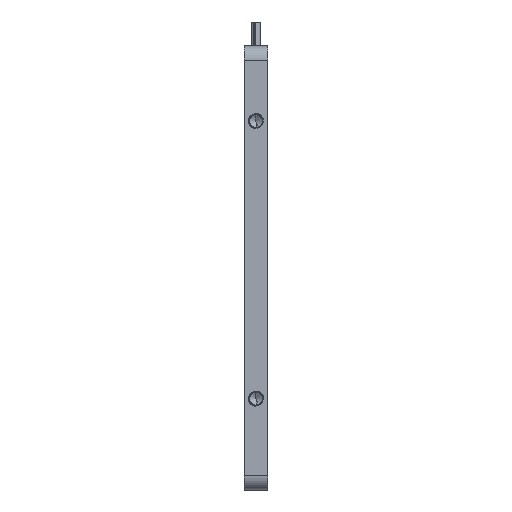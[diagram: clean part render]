
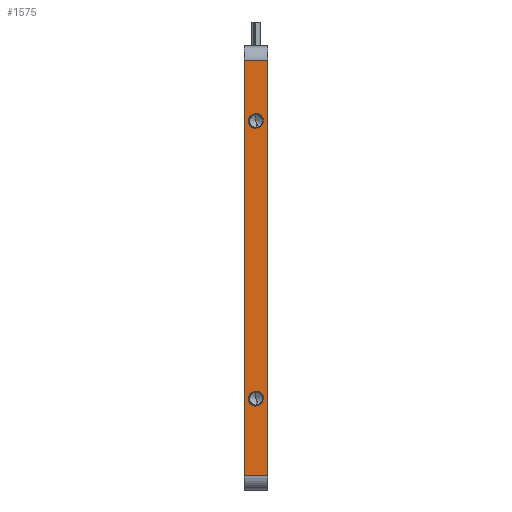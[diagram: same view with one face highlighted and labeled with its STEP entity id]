
A CAD part, left-side view. The second image highlights one B-rep face of the part: STEP entity #1575.
In plain terms, the highlighted planar face has unit normal (-1, 0, 0).
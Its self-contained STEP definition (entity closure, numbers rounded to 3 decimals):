
#676 = CARTESIAN_POINT ( 'NONE',  ( -154.85, 5., -51.545 ) ) ;
#880 = AXIS2_PLACEMENT_3D ( 'NONE', #24505, #5352, #27220 ) ;
#1027 = VERTEX_POINT ( 'NONE', #7743 ) ;
#1216 = AXIS2_PLACEMENT_3D ( 'NONE', #23754, #31689, #25938 ) ;
#1479 = EDGE_LOOP ( 'NONE', ( #15332, #4484 ) ) ;
#1575 = ADVANCED_FACE ( 'NONE', ( #25118, #2540, #32863 ), #11388, .F. ) ;
#1688 = CARTESIAN_POINT ( 'NONE',  ( -154.85, 10., -86.65 ) ) ;
#2399 = EDGE_CURVE ( 'NONE', #13330, #35430, #4204, .T. ) ;
#2498 = LINE ( 'NONE', #7933, #15894 ) ;
#2540 = FACE_BOUND ( 'NONE', #15137, .T. ) ;
#2561 = DIRECTION ( 'NONE',  ( 1., 0., 0. ) ) ;
#3305 = EDGE_CURVE ( 'NONE', #10960, #24493, #22557, .T. ) ;
#4204 = LINE ( 'NONE', #1688, #5762 ) ;
#4484 = ORIENTED_EDGE ( 'NONE', *, *, #28209, .T. ) ;
#5106 = DIRECTION ( 'NONE',  ( 0., 0., -1. ) ) ;
#5180 = AXIS2_PLACEMENT_3D ( 'NONE', #30517, #24929, #5252 ) ;
#5252 = DIRECTION ( 'NONE',  ( 0., 0., -1. ) ) ;
#5352 = DIRECTION ( 'NONE',  ( 1., 0., 0. ) ) ;
#5762 = VECTOR ( 'NONE', #6545, 1000. ) ;
#6255 = CARTESIAN_POINT ( 'NONE',  ( -154.85, 10., 86.65 ) ) ;
#6545 = DIRECTION ( 'NONE',  ( 0., -1., 0. ) ) ;
#6750 = AXIS2_PLACEMENT_3D ( 'NONE', #24720, #19286, #16754 ) ;
#7743 = CARTESIAN_POINT ( 'NONE',  ( -154.85, 5., 64.255 ) ) ;
#7933 = CARTESIAN_POINT ( 'NONE',  ( -154.85, 10., 86.65 ) ) ;
#8194 = CARTESIAN_POINT ( 'NONE',  ( -154.85, 0., -92.65 ) ) ;
#8377 = LINE ( 'NONE', #8194, #12002 ) ;
#8976 = EDGE_LOOP ( 'NONE', ( #9326, #15289, #16918, #10282 ) ) ;
#9326 = ORIENTED_EDGE ( 'NONE', *, *, #24014, .F. ) ;
#10282 = ORIENTED_EDGE ( 'NONE', *, *, #12305, .T. ) ;
#10709 = DIRECTION ( 'NONE',  ( 0., 0., 1. ) ) ;
#10960 = VERTEX_POINT ( 'NONE', #676 ) ;
#11161 = DIRECTION ( 'NONE',  ( 0., 1., 0. ) ) ;
#11269 = CIRCLE ( 'NONE', #880, 3.005 ) ;
#11388 = PLANE ( 'NONE',  #5180 ) ;
#11502 = CARTESIAN_POINT ( 'NONE',  ( -154.85, 0., -86.65 ) ) ;
#12002 = VECTOR ( 'NONE', #19391, 1000. ) ;
#12305 = EDGE_CURVE ( 'NONE', #14032, #27415, #2498, .T. ) ;
#12554 = AXIS2_PLACEMENT_3D ( 'NONE', #16815, #2561, #5106 ) ;
#13103 = CIRCLE ( 'NONE', #6750, 3.005 ) ;
#13330 = VERTEX_POINT ( 'NONE', #33415 ) ;
#13423 = LINE ( 'NONE', #21004, #18736 ) ;
#14032 = VERTEX_POINT ( 'NONE', #18612 ) ;
#15014 = VERTEX_POINT ( 'NONE', #34229 ) ;
#15137 = EDGE_LOOP ( 'NONE', ( #15699, #19320 ) ) ;
#15289 = ORIENTED_EDGE ( 'NONE', *, *, #2399, .T. ) ;
#15332 = ORIENTED_EDGE ( 'NONE', *, *, #35420, .T. ) ;
#15699 = ORIENTED_EDGE ( 'NONE', *, *, #3305, .T. ) ;
#15894 = VECTOR ( 'NONE', #11161, 1000. ) ;
#16754 = DIRECTION ( 'NONE',  ( 0., 0., -1. ) ) ;
#16815 = CARTESIAN_POINT ( 'NONE',  ( -154.85, 5., 61.25 ) ) ;
#16918 = ORIENTED_EDGE ( 'NONE', *, *, #27639, .T. ) ;
#18612 = CARTESIAN_POINT ( 'NONE',  ( -154.85, 0., 86.65 ) ) ;
#18736 = VECTOR ( 'NONE', #10709, 1000. ) ;
#18881 = CIRCLE ( 'NONE', #12554, 3.005 ) ;
#19286 = DIRECTION ( 'NONE',  ( 1., 0., 0. ) ) ;
#19320 = ORIENTED_EDGE ( 'NONE', *, *, #21549, .T. ) ;
#19391 = DIRECTION ( 'NONE',  ( 0., 0., 1. ) ) ;
#20957 = CARTESIAN_POINT ( 'NONE',  ( -154.85, 5., -57.555 ) ) ;
#21004 = CARTESIAN_POINT ( 'NONE',  ( -154.85, 10., -92.65 ) ) ;
#21549 = EDGE_CURVE ( 'NONE', #24493, #10960, #13103, .T. ) ;
#22557 = CIRCLE ( 'NONE', #1216, 3.005 ) ;
#23754 = CARTESIAN_POINT ( 'NONE',  ( -154.85, 5., -54.55 ) ) ;
#24014 = EDGE_CURVE ( 'NONE', #13330, #27415, #13423, .T. ) ;
#24493 = VERTEX_POINT ( 'NONE', #20957 ) ;
#24505 = CARTESIAN_POINT ( 'NONE',  ( -154.85, 5., 61.25 ) ) ;
#24720 = CARTESIAN_POINT ( 'NONE',  ( -154.85, 5., -54.55 ) ) ;
#24929 = DIRECTION ( 'NONE',  ( 1., 0., 0. ) ) ;
#25118 = FACE_BOUND ( 'NONE', #1479, .T. ) ;
#25938 = DIRECTION ( 'NONE',  ( 0., 0., -1. ) ) ;
#27220 = DIRECTION ( 'NONE',  ( 0., 0., -1. ) ) ;
#27415 = VERTEX_POINT ( 'NONE', #6255 ) ;
#27639 = EDGE_CURVE ( 'NONE', #35430, #14032, #8377, .T. ) ;
#28209 = EDGE_CURVE ( 'NONE', #15014, #1027, #18881, .T. ) ;
#30517 = CARTESIAN_POINT ( 'NONE',  ( -154.85, 10., -92.65 ) ) ;
#31689 = DIRECTION ( 'NONE',  ( 1., 0., 0. ) ) ;
#32863 = FACE_OUTER_BOUND ( 'NONE', #8976, .T. ) ;
#33415 = CARTESIAN_POINT ( 'NONE',  ( -154.85, 10., -86.65 ) ) ;
#34229 = CARTESIAN_POINT ( 'NONE',  ( -154.85, 5., 58.245 ) ) ;
#35420 = EDGE_CURVE ( 'NONE', #1027, #15014, #11269, .T. ) ;
#35430 = VERTEX_POINT ( 'NONE', #11502 ) ;
